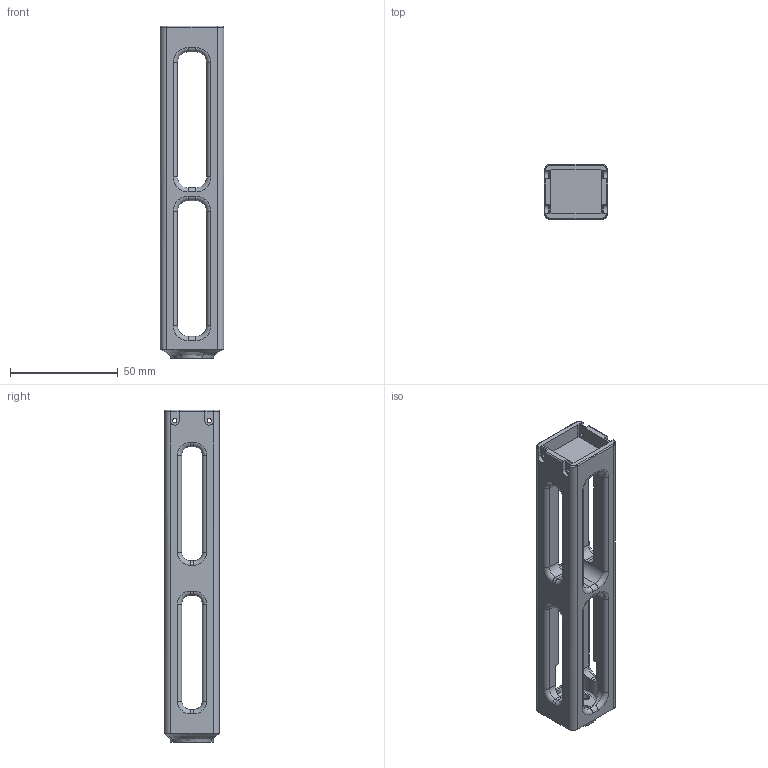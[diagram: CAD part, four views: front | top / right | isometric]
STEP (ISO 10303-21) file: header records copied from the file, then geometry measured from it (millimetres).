
FILE_DESCRIPTION(/* description */ ('','CAx-IF Rec.Pracs.---Representation and Presentation of Product Manufacturing Information (PMI)---4.0---2014-10-13'),/* implementation_level */ '2;1');
FILE_NAME(/* name */ 'ARM_3.step',/* time_stamp */ '2025-02-11T17:36:18+08:00',/* author */ (''),/* organization */ (''),/* preprocessor_version */ 'ST-DEVELOPER v20',/* originating_system */ 'Autodesk Translation Framework v13.20.0.188',/* authorisation */ '');
FILE_SCHEMA (('AP242_MANAGED_MODEL_BASED_3D_ENGINEERING_MIM_LF { 1 0 10303 442 1 1 4 }'));
Length unit declared in the file: millimetre
Products named in the file (1): 件4(镜像) (1)
Bounding box: 29.5 x 25.5 x 154 mm (x, y, z)
Volume: 48476.2 mm3; surface area: 21546 mm2
Topology: 1 solids, 1 shells, 199 faces, 498 edges, 303 vertices
Faces by surface type: cylinder 88, plane 70, torus 37, bspline 4
Full cylindrical faces by diameter (mm): 2.05 x8, 4.1 x4, 16.2 x1, 20 x1
Entity records: 6230 total; most frequent: CARTESIAN_POINT 1281, DIRECTION 1084, ORIENTED_EDGE 996, EDGE_CURVE 498, AXIS2_PLACEMENT_3D 414, VERTEX_POINT 303, LINE 256, VECTOR 256
